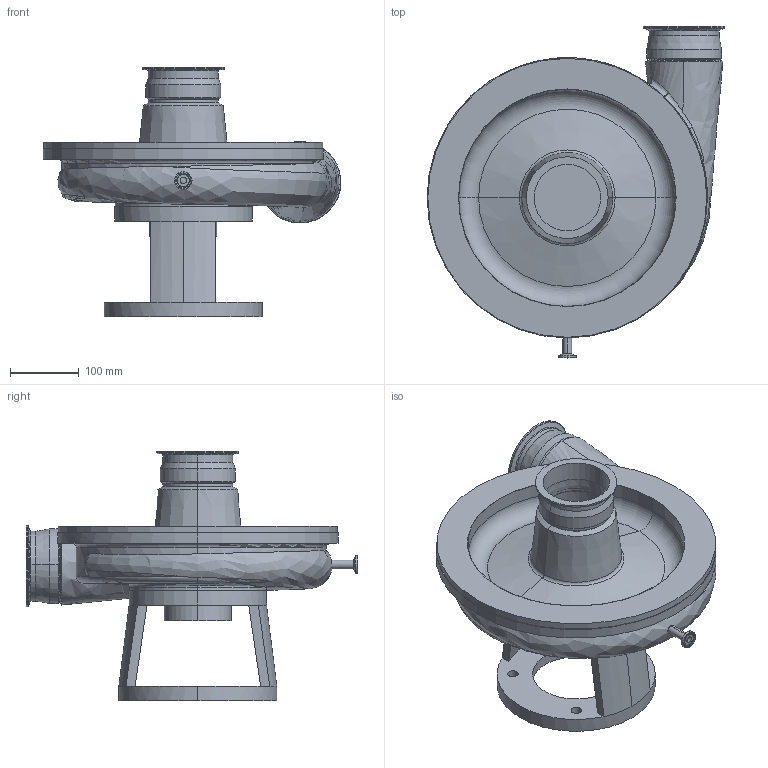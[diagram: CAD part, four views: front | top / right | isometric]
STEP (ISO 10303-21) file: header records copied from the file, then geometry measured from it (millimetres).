
FILE_DESCRIPTION (( 'STEP AP214' ), '1' );
FILE_NAME ('FPR 1051-1052 210-250TC VERT 1-2 IN STR DRAIN.STEP', '2023-01-06T16:36:44', ( '' ), ( '' ), 'SwSTEP 2.0', 'SolidWorks 2021', '' );
FILE_SCHEMA (( 'AUTOMOTIVE_DESIGN' ));
Length unit declared in the file: millimetre
Products named in the file (1): FPR 1051-1052 210-250TC VERT 1-2 IN STR DRAIN
Bounding box: 433.35 x 483 x 362.5 mm (x, y, z)
Volume: 8646771.7 mm3; surface area: 903720.6 mm2
Topology: 1 solids, 1 shells, 194 faces, 445 edges, 264 vertices
Faces by surface type: cylinder 64, torus 39, cone 36, plane 27, bspline 24, sphere 4
Entity records: 12587 total; most frequent: CARTESIAN_POINT 8253, DIRECTION 927, ORIENTED_EDGE 884, EDGE_CURVE 442, AXIS2_PLACEMENT_3D 409, VERTEX_POINT 262, CIRCLE 238, EDGE_LOOP 220
